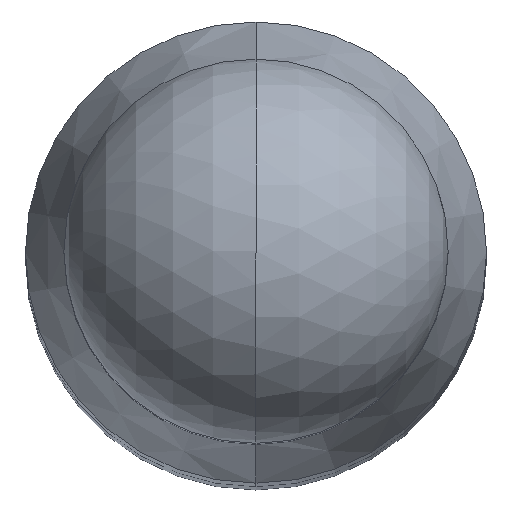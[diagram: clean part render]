
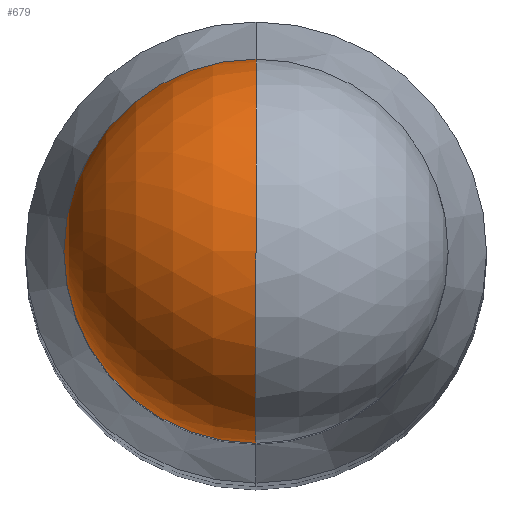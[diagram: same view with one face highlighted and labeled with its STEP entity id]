
A CAD part, top view. The second image highlights one B-rep face of the part: STEP entity #679.
In plain terms, the highlighted spherical face has radius 1.25 mm.
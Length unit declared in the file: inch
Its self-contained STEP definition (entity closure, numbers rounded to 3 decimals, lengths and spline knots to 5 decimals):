
#18 = AXIS2_PLACEMENT_3D ( 'NONE', #212, #556, #910 ) ;
#25 = CARTESIAN_POINT ( 'NONE',  ( 0., 0., -0.0492 ) ) ;
#38 = AXIS2_PLACEMENT_3D ( 'NONE', #892, #953, #196 ) ;
#54 = ORIENTED_EDGE ( 'NONE', *, *, #351, .F. ) ;
#72 = VERTEX_POINT ( 'NONE', #553 ) ;
#116 = DIRECTION ( 'NONE',  ( 1., 0., 0. ) ) ;
#186 = CIRCLE ( 'NONE', #758, 0.0492 ) ;
#191 = CARTESIAN_POINT ( 'NONE',  ( 0., 0., 0. ) ) ;
#196 = DIRECTION ( 'NONE',  ( 0., 1., 0. ) ) ;
#197 = EDGE_CURVE ( 'NONE', #488, #667, #220, .T. ) ;
#212 = CARTESIAN_POINT ( 'NONE',  ( 0., 0., -0.0492 ) ) ;
#220 = CIRCLE ( 'NONE', #18, 0.0492 ) ;
#261 = DIRECTION ( 'NONE',  ( 0., -1., 0. ) ) ;
#276 = EDGE_LOOP ( 'NONE', ( #54, #1000, #649, #472 ) ) ;
#336 = AXIS2_PLACEMENT_3D ( 'NONE', #947, #952, #261 ) ;
#351 = EDGE_CURVE ( 'NONE', #488, #72, #480, .T. ) ;
#400 = EDGE_CURVE ( 'NONE', #817, #72, #973, .T. ) ;
#472 = ORIENTED_EDGE ( 'NONE', *, *, #400, .T. ) ;
#480 = CIRCLE ( 'NONE', #38, 0.0492 ) ;
#488 = VERTEX_POINT ( 'NONE', #191 ) ;
#553 = CARTESIAN_POINT ( 'NONE',  ( 0., -0.0492, -0.0492 ) ) ;
#556 = DIRECTION ( 'NONE',  ( -1., 0., 0. ) ) ;
#635 = AXIS2_PLACEMENT_3D ( 'NONE', #25, #1033, #116 ) ;
#649 = ORIENTED_EDGE ( 'NONE', *, *, #653, .T. ) ;
#653 = EDGE_CURVE ( 'NONE', #667, #817, #186, .T. ) ;
#667 = VERTEX_POINT ( 'NONE', #797 ) ;
#679 = ADVANCED_FACE ( 'NONE', ( #1042 ), #959, .T. ) ;
#697 = DIRECTION ( 'NONE',  ( 1., 0., 0. ) ) ;
#758 = AXIS2_PLACEMENT_3D ( 'NONE', #1022, #1031, #697 ) ;
#797 = CARTESIAN_POINT ( 'NONE',  ( 0., 0.0492, -0.0492 ) ) ;
#817 = VERTEX_POINT ( 'NONE', #986 ) ;
#892 = CARTESIAN_POINT ( 'NONE',  ( 0., 0., -0.0492 ) ) ;
#910 = DIRECTION ( 'NONE',  ( 0., -1., 0. ) ) ;
#947 = CARTESIAN_POINT ( 'NONE',  ( 0., 0., -0.0492 ) ) ;
#952 = DIRECTION ( 'NONE',  ( -1., 0., 0. ) ) ;
#953 = DIRECTION ( 'NONE',  ( 1., 0., 0. ) ) ;
#959 = SPHERICAL_SURFACE ( 'NONE', #336, 0.0492 ) ;
#973 = CIRCLE ( 'NONE', #635, 0.0492 ) ;
#986 = CARTESIAN_POINT ( 'NONE',  ( -0.0492, 0., -0.0492 ) ) ;
#1000 = ORIENTED_EDGE ( 'NONE', *, *, #197, .T. ) ;
#1022 = CARTESIAN_POINT ( 'NONE',  ( 0., 0., -0.0492 ) ) ;
#1031 = DIRECTION ( 'NONE',  ( 0., 0., 1. ) ) ;
#1033 = DIRECTION ( 'NONE',  ( 0., 0., 1. ) ) ;
#1042 = FACE_OUTER_BOUND ( 'NONE', #276, .T. ) ;
